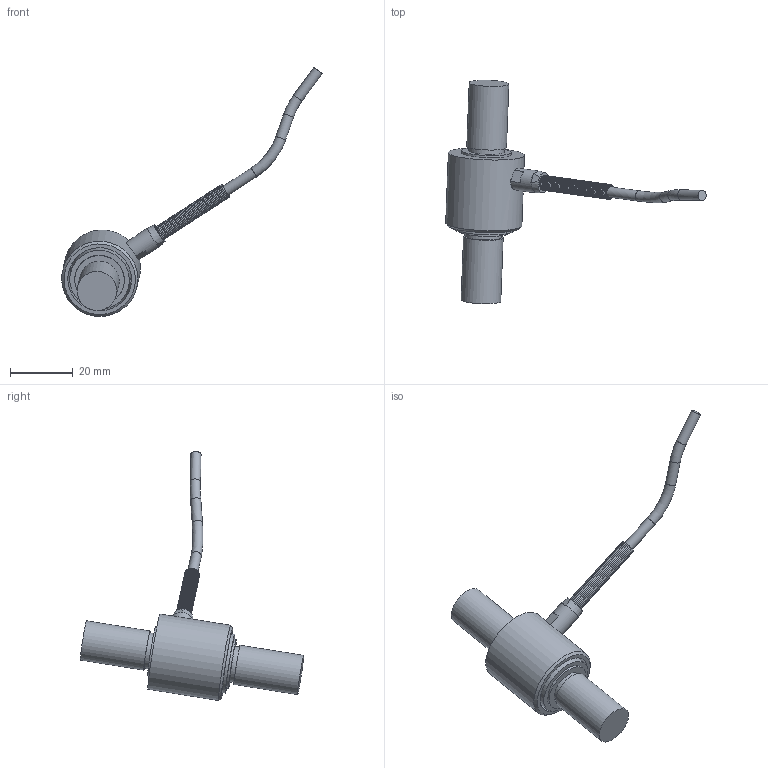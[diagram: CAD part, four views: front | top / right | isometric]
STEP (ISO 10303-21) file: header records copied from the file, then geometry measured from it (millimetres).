
FILE_DESCRIPTION((''),'2;1');
FILE_NAME('LCM350.stp','2010-11-08T13:48:37',('thomasl'),(''),'Autodesk Inventor 2008','Autodesk Inventor 2008','');
FILE_SCHEMA(('AUTOMOTIVE_DESIGN { 1 0 10303 214 1 1 1 1 }'));
Length unit declared in the file: inch
Products named in the file (2): LCM350; ~~~PART1
Assembly tree (1 placements, depth 2):
  LCM350
    ~~~PART1
Bounding box: 83.27 x 71.48 x 79.58 mm (x, y, z)
Volume: 17351.5 mm3; surface area: 9232.8 mm2
Topology: 1 solids, 2 shells, 177 faces, 492 edges, 310 vertices
Faces by surface type: bspline 60, plane 59, cylinder 39, cone 15, torus 4
Full cylindrical faces by diameter (mm): 3.302 x4, 4.064 x1, 4.801 x1, 4.851 x1, 5.207 x1, 5.334 x1, 5.715 x1, 5.791 x1, 7.061 x1, 11.506 x2, 12.7 x2, 15.875 x2, 19.05 x1, 20.396 x1, 24.384 x1
Entity records: 9626 total; most frequent: CARTESIAN_POINT 5773, DIRECTION 740, ORIENTED_EDGE 740, EDGE_CURVE 370, AXIS2_PLACEMENT_3D 307, EDGE_LOOP 304, VERTEX_POINT 286, CIRCLE 186
